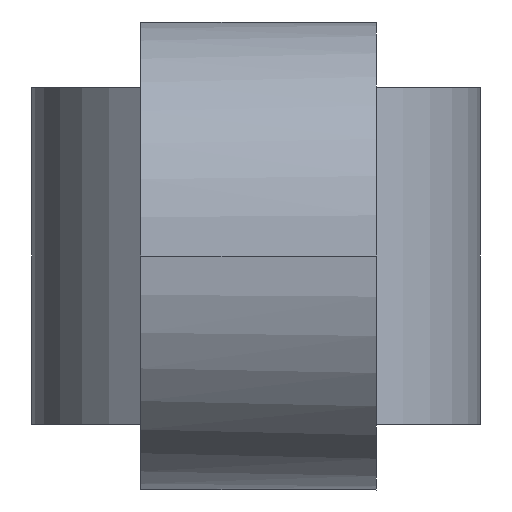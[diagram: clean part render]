
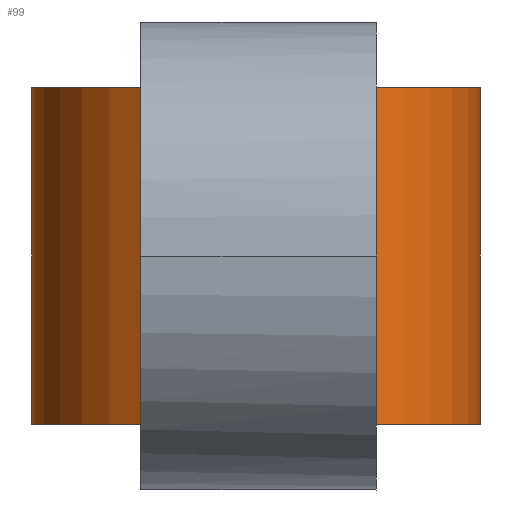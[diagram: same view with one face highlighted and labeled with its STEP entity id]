
A CAD part, left-side view. The second image highlights one B-rep face of the part: STEP entity #99.
In plain terms, the highlighted cylindrical face has radius 10 mm (diameter 20 mm), a partial arc.
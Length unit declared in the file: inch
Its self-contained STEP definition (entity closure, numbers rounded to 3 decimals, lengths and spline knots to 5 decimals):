
#3 = FACE_OUTER_BOUND ( 'NONE', #180, .T. ) ;
#9 = CARTESIAN_POINT ( 'NONE',  ( 4.00351, -0.28131, 0.59055 ) ) ;
#18 = CARTESIAN_POINT ( 'NONE',  ( 4.34133, -0.07913, 0. ) ) ;
#84 = CIRCLE ( 'NONE', #335, 0.3937 ) ;
#99 = ADVANCED_FACE ( 'NONE', ( #3 ), #224, .T. ) ;
#114 = CARTESIAN_POINT ( 'NONE',  ( 4.00351, -0.28131, 0.59055 ) ) ;
#119 = ORIENTED_EDGE ( 'NONE', *, *, #176, .T. ) ;
#136 = EDGE_CURVE ( 'NONE', #406, #349, #312, .T. ) ;
#146 = ORIENTED_EDGE ( 'NONE', *, *, #228, .T. ) ;
#168 = VECTOR ( 'NONE', #218, 39.37008 ) ;
#169 = DIRECTION ( 'NONE',  ( -1., 0., 0. ) ) ;
#176 = EDGE_CURVE ( 'NONE', #345, #430, #181, .T. ) ;
#177 = CARTESIAN_POINT ( 'NONE',  ( 4.00351, 0.12305, 0.59055 ) ) ;
#180 = EDGE_LOOP ( 'NONE', ( #146, #217, #423, #119 ) ) ;
#181 = LINE ( 'NONE', #9, #338 ) ;
#191 = CARTESIAN_POINT ( 'NONE',  ( 4.34133, -0.07913, 0.59055 ) ) ;
#213 = DIRECTION ( 'NONE',  ( 0., 0., 1. ) ) ;
#217 = ORIENTED_EDGE ( 'NONE', *, *, #136, .F. ) ;
#218 = DIRECTION ( 'NONE',  ( 0., 0., -1. ) ) ;
#224 = CYLINDRICAL_SURFACE ( 'NONE', #285, 0.3937 ) ;
#228 = EDGE_CURVE ( 'NONE', #430, #349, #318, .T. ) ;
#250 = CARTESIAN_POINT ( 'NONE',  ( 4.00351, 0.12305, 0. ) ) ;
#253 = DIRECTION ( 'NONE',  ( 0., 0., 1. ) ) ;
#255 = CARTESIAN_POINT ( 'NONE',  ( 4.00351, -0.28131, 0. ) ) ;
#285 = AXIS2_PLACEMENT_3D ( 'NONE', #191, #380, #412 ) ;
#293 = CARTESIAN_POINT ( 'NONE',  ( 4.00351, 0.12305, 0.59055 ) ) ;
#312 = LINE ( 'NONE', #177, #168 ) ;
#318 = CIRCLE ( 'NONE', #424, 0.3937 ) ;
#335 = AXIS2_PLACEMENT_3D ( 'NONE', #416, #253, #385 ) ;
#338 = VECTOR ( 'NONE', #354, 39.37008 ) ;
#345 = VERTEX_POINT ( 'NONE', #114 ) ;
#349 = VERTEX_POINT ( 'NONE', #250 ) ;
#354 = DIRECTION ( 'NONE',  ( 0., 0., -1. ) ) ;
#365 = EDGE_CURVE ( 'NONE', #345, #406, #84, .T. ) ;
#380 = DIRECTION ( 'NONE',  ( 0., 0., -1. ) ) ;
#385 = DIRECTION ( 'NONE',  ( -1., 0., 0. ) ) ;
#406 = VERTEX_POINT ( 'NONE', #293 ) ;
#412 = DIRECTION ( 'NONE',  ( -1., 0., 0. ) ) ;
#416 = CARTESIAN_POINT ( 'NONE',  ( 4.34133, -0.07913, 0.59055 ) ) ;
#423 = ORIENTED_EDGE ( 'NONE', *, *, #365, .F. ) ;
#424 = AXIS2_PLACEMENT_3D ( 'NONE', #18, #213, #169 ) ;
#430 = VERTEX_POINT ( 'NONE', #255 ) ;
